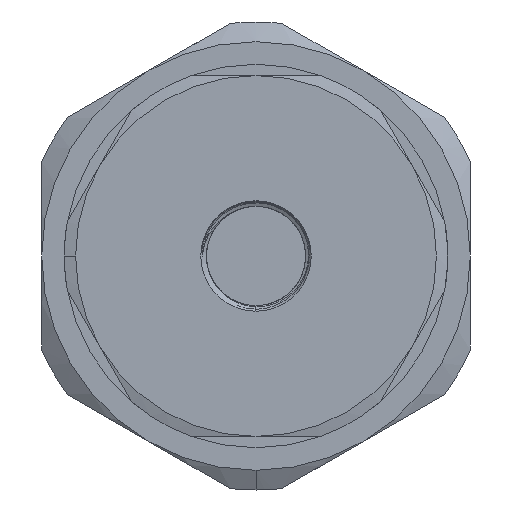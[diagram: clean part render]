
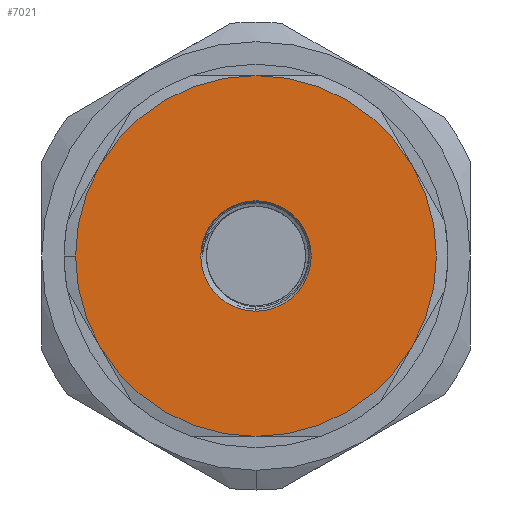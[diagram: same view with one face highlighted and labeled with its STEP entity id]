
A CAD part, left-side view. The second image highlights one B-rep face of the part: STEP entity #7021.
In plain terms, the highlighted planar face has unit normal (-1, 0, 0).
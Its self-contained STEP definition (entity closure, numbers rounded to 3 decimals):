
#1 = AXIS2_PLACEMENT_3D ( 'NONE', #3488, #3489, #3490 ) ;
#5 = AXIS2_PLACEMENT_3D ( 'NONE', #3471, #3473, #3474 ) ;
#118 = EDGE_LOOP ( 'NONE', ( #9218, #8957 ) ) ;
#200 = CARTESIAN_POINT ( 'NONE',  ( -4.03, 0., 0. ) ) ;
#214 = DIRECTION ( 'NONE',  ( 0., 1., 0. ) ) ;
#232 = DIRECTION ( 'NONE',  ( 1., 0., 0. ) ) ;
#752 = CARTESIAN_POINT ( 'NONE',  ( -4.03, 0., 0. ) ) ;
#753 = DIRECTION ( 'NONE',  ( 1., 0., 0. ) ) ;
#754 = DIRECTION ( 'NONE',  ( 0., 1., 0. ) ) ;
#1996 = AXIS2_PLACEMENT_3D ( 'NONE', #752, #753, #754 ) ;
#2070 = AXIS2_PLACEMENT_3D ( 'NONE', #7559, #7558, #7563 ) ;
#2106 = AXIS2_PLACEMENT_3D ( 'NONE', #200, #232, #214 ) ;
#2122 = AXIS2_PLACEMENT_3D ( 'NONE', #6846, #6847, #6848 ) ;
#2704 = CIRCLE ( 'NONE', #2106, 16. ) ;
#2810 = EDGE_LOOP ( 'NONE', ( #9341, #9376, #9378, #9406, #9336, #9400, #9403 ) ) ;
#3471 = CARTESIAN_POINT ( 'NONE',  ( -4.03, 0., 0. ) ) ;
#3473 = DIRECTION ( 'NONE',  ( 1., 0., 0. ) ) ;
#3474 = DIRECTION ( 'NONE',  ( 0., 1., 0. ) ) ;
#3488 = CARTESIAN_POINT ( 'NONE',  ( -4.03, 0., 0. ) ) ;
#3489 = DIRECTION ( 'NONE',  ( 1., 0., 0. ) ) ;
#3490 = DIRECTION ( 'NONE',  ( 0., 1., 0. ) ) ;
#3604 = CARTESIAN_POINT ( 'NONE',  ( -4.03, 0., 0. ) ) ;
#3605 = DIRECTION ( 'NONE',  ( 1., 0., 0. ) ) ;
#3606 = DIRECTION ( 'NONE',  ( 0., 1., 0. ) ) ;
#3608 = CARTESIAN_POINT ( 'NONE',  ( -4.03, 0., 0. ) ) ;
#3609 = DIRECTION ( 'NONE',  ( 1., 0., 0. ) ) ;
#3610 = DIRECTION ( 'NONE',  ( 0., 1., 0. ) ) ;
#4529 = CARTESIAN_POINT ( 'NONE',  ( -4.03, 0., 0. ) ) ;
#4530 = DIRECTION ( 'NONE',  ( -1., 0., 0. ) ) ;
#4531 = DIRECTION ( 'NONE',  ( 0., 0., 1. ) ) ;
#6075 = CIRCLE ( 'NONE', #10292, 16. ) ;
#6079 = CIRCLE ( 'NONE', #10252, 4.9 ) ;
#6125 = CIRCLE ( 'NONE', #10284, 16. ) ;
#6158 = CIRCLE ( 'NONE', #1, 16. ) ;
#6200 = CIRCLE ( 'NONE', #5, 16. ) ;
#6553 = CARTESIAN_POINT ( 'NONE',  ( -4.03, -13.856, -8. ) ) ;
#6555 = CARTESIAN_POINT ( 'NONE',  ( -4.03, 0., -16. ) ) ;
#6556 = CARTESIAN_POINT ( 'NONE',  ( -4.03, 13.856, 8. ) ) ;
#6559 = CARTESIAN_POINT ( 'NONE',  ( -4.03, 0., 16. ) ) ;
#6573 = CARTESIAN_POINT ( 'NONE',  ( -4.03, -13.856, 8. ) ) ;
#6748 = CARTESIAN_POINT ( 'NONE',  ( -4.03, 13.856, -8. ) ) ;
#6778 = CARTESIAN_POINT ( 'NONE',  ( -4.03, 0., 4.9 ) ) ;
#6799 = CARTESIAN_POINT ( 'NONE',  ( -4.03, 16., 0. ) ) ;
#6838 = CARTESIAN_POINT ( 'NONE',  ( -4.03, 0., -4.9 ) ) ;
#6846 = CARTESIAN_POINT ( 'NONE',  ( -4.03, 0., 0. ) ) ;
#6847 = DIRECTION ( 'NONE',  ( -1., 0., 0. ) ) ;
#6848 = DIRECTION ( 'NONE',  ( 0., 0., 1. ) ) ;
#6869 = EDGE_CURVE ( 'NONE', #8943, #9178, #2704, .T. ) ;
#7021 = ADVANCED_FACE ( 'NONE', ( #9950, #9931 ), #7561, .F. ) ;
#7558 = DIRECTION ( 'NONE',  ( 1., 0., 0. ) ) ;
#7559 = CARTESIAN_POINT ( 'NONE',  ( -4.03, 9.238, 16. ) ) ;
#7561 = PLANE ( 'NONE',  #2070 ) ;
#7563 = DIRECTION ( 'NONE',  ( 0., 0., -1. ) ) ;
#8191 = CARTESIAN_POINT ( 'NONE',  ( -4.03, 0., 0. ) ) ;
#8192 = DIRECTION ( 'NONE',  ( 1., 0., 0. ) ) ;
#8193 = DIRECTION ( 'NONE',  ( 0., 1., 0. ) ) ;
#8742 = CIRCLE ( 'NONE', #1996, 16. ) ;
#8931 = VERTEX_POINT ( 'NONE', #6553 ) ;
#8935 = VERTEX_POINT ( 'NONE', #6556 ) ;
#8938 = VERTEX_POINT ( 'NONE', #6559 ) ;
#8943 = VERTEX_POINT ( 'NONE', #6555 ) ;
#8956 = VERTEX_POINT ( 'NONE', #6573 ) ;
#8957 = ORIENTED_EDGE ( 'NONE', *, *, #9423, .F. ) ;
#9178 = VERTEX_POINT ( 'NONE', #6748 ) ;
#9218 = ORIENTED_EDGE ( 'NONE', *, *, #9798, .F. ) ;
#9231 = VERTEX_POINT ( 'NONE', #6778 ) ;
#9244 = VERTEX_POINT ( 'NONE', #6799 ) ;
#9299 = VERTEX_POINT ( 'NONE', #6838 ) ;
#9336 = ORIENTED_EDGE ( 'NONE', *, *, #9833, .F. ) ;
#9341 = ORIENTED_EDGE ( 'NONE', *, *, #6869, .F. ) ;
#9376 = ORIENTED_EDGE ( 'NONE', *, *, #9713, .F. ) ;
#9378 = ORIENTED_EDGE ( 'NONE', *, *, #9809, .F. ) ;
#9400 = ORIENTED_EDGE ( 'NONE', *, *, #9539, .F. ) ;
#9403 = ORIENTED_EDGE ( 'NONE', *, *, #9832, .F. ) ;
#9406 = ORIENTED_EDGE ( 'NONE', *, *, #9805, .F. ) ;
#9423 = EDGE_CURVE ( 'NONE', #9299, #9231, #9967, .T. ) ;
#9539 = EDGE_CURVE ( 'NONE', #9244, #8935, #8742, .T. ) ;
#9713 = EDGE_CURVE ( 'NONE', #8931, #8943, #10234, .T. ) ;
#9798 = EDGE_CURVE ( 'NONE', #9231, #9299, #6079, .T. ) ;
#9805 = EDGE_CURVE ( 'NONE', #8938, #8956, #6200, .T. ) ;
#9809 = EDGE_CURVE ( 'NONE', #8956, #8931, #6158, .T. ) ;
#9832 = EDGE_CURVE ( 'NONE', #9178, #9244, #6125, .T. ) ;
#9833 = EDGE_CURVE ( 'NONE', #8935, #8938, #6075, .T. ) ;
#9931 = FACE_BOUND ( 'NONE', #118, .T. ) ;
#9950 = FACE_OUTER_BOUND ( 'NONE', #2810, .T. ) ;
#9967 = CIRCLE ( 'NONE', #2122, 4.9 ) ;
#10234 = CIRCLE ( 'NONE', #10342, 16. ) ;
#10252 = AXIS2_PLACEMENT_3D ( 'NONE', #4529, #4530, #4531 ) ;
#10284 = AXIS2_PLACEMENT_3D ( 'NONE', #3604, #3605, #3606 ) ;
#10292 = AXIS2_PLACEMENT_3D ( 'NONE', #3608, #3609, #3610 ) ;
#10342 = AXIS2_PLACEMENT_3D ( 'NONE', #8191, #8192, #8193 ) ;
